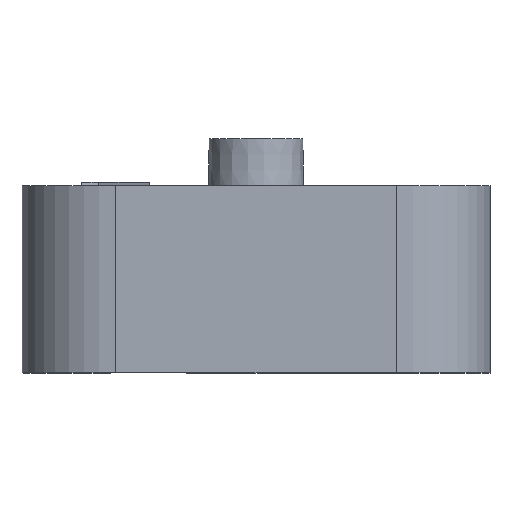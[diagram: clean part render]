
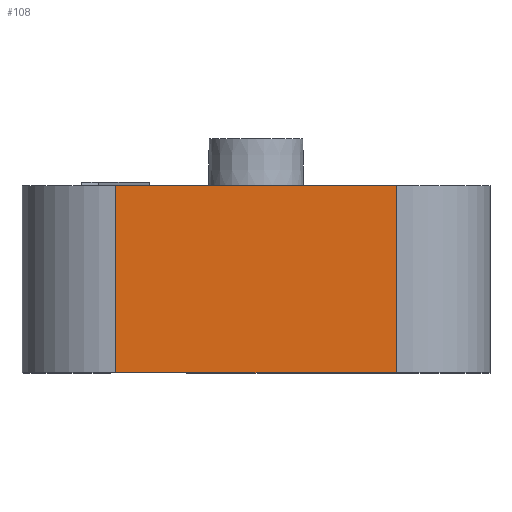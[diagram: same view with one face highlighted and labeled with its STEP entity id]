
A CAD part, left-side view. The second image highlights one B-rep face of the part: STEP entity #108.
In plain terms, the highlighted planar face has unit normal (-1, 0, 0).
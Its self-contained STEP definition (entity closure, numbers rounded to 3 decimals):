
#108 = ADVANCED_FACE( '', ( #402 ), #403, .T. );
#402 = FACE_OUTER_BOUND( '', #890, .T. );
#403 = PLANE( '', #891 );
#890 = EDGE_LOOP( '', ( #1711, #1712, #1713, #1714 ) );
#891 = AXIS2_PLACEMENT_3D( '', #1715, #1716, #1717 );
#1711 = ORIENTED_EDGE( '', *, *, #3359, .T. );
#1712 = ORIENTED_EDGE( '', *, *, #3142, .F. );
#1713 = ORIENTED_EDGE( '', *, *, #3360, .F. );
#1714 = ORIENTED_EDGE( '', *, *, #3106, .T. );
#1715 = CARTESIAN_POINT( '', ( -19., -7.5, 78.157 ) );
#1716 = DIRECTION( '', ( -1., 0., 0. ) );
#1717 = DIRECTION( '', ( 0., 1., 0. ) );
#3106 = EDGE_CURVE( '', #3689, #3687, #3690, .T. );
#3142 = EDGE_CURVE( '', #3755, #3757, #3758, .T. );
#3359 = EDGE_CURVE( '', #3687, #3757, #4165, .T. );
#3360 = EDGE_CURVE( '', #3689, #3755, #4166, .T. );
#3687 = VERTEX_POINT( '', #4647 );
#3689 = VERTEX_POINT( '', #4649 );
#3690 = LINE( '', #4650, #4651 );
#3755 = VERTEX_POINT( '', #4742 );
#3757 = VERTEX_POINT( '', #4744 );
#3758 = LINE( '', #4745, #4746 );
#4165 = LINE( '', #5366, #5367 );
#4166 = LINE( '', #5368, #5369 );
#4647 = CARTESIAN_POINT( '', ( -19., 7.5, 10. ) );
#4649 = CARTESIAN_POINT( '', ( -19., -7.5, 10. ) );
#4650 = CARTESIAN_POINT( '', ( -19., 0., 10. ) );
#4651 = VECTOR( '', #6126, 1000. );
#4742 = CARTESIAN_POINT( '', ( -19., -7.5, 0. ) );
#4744 = CARTESIAN_POINT( '', ( -19., 7.5, 0. ) );
#4745 = CARTESIAN_POINT( '', ( -19., 0., 0. ) );
#4746 = VECTOR( '', #6180, 1000. );
#5366 = CARTESIAN_POINT( '', ( -19., 7.5, 78.157 ) );
#5367 = VECTOR( '', #6403, 1000. );
#5368 = CARTESIAN_POINT( '', ( -19., -7.5, 78.157 ) );
#5369 = VECTOR( '', #6404, 1000. );
#6126 = DIRECTION( '', ( 0., 1., 0. ) );
#6180 = DIRECTION( '', ( 0., 1., 0. ) );
#6403 = DIRECTION( '', ( 0., 0., -1. ) );
#6404 = DIRECTION( '', ( 0., 0., -1. ) );
